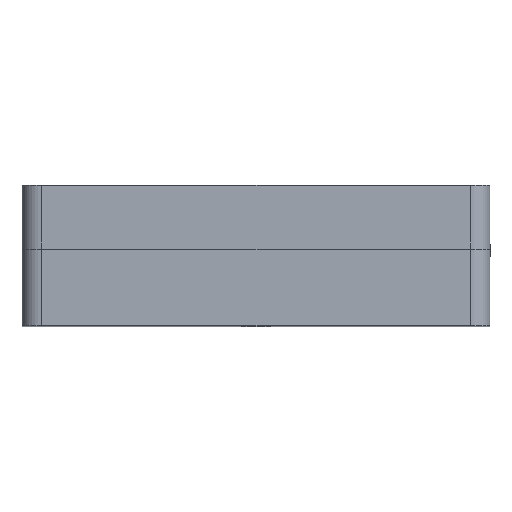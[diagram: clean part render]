
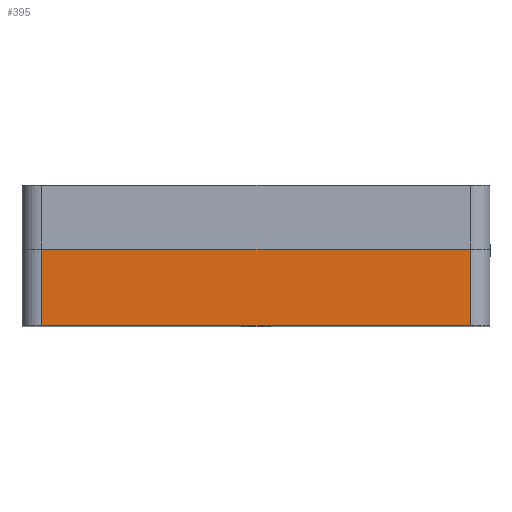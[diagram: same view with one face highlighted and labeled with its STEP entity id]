
A CAD part, top view. The second image highlights one B-rep face of the part: STEP entity #395.
In plain terms, the highlighted planar face has unit normal (0, 0, 1).
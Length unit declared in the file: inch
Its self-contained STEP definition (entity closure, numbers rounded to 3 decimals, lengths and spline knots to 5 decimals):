
#7 = LINE ( 'NONE', #468, #684 ) ;
#29 = CARTESIAN_POINT ( 'NONE',  ( -0.6875, 0.245, 1. ) ) ;
#54 = VERTEX_POINT ( 'NONE', #909 ) ;
#59 = LINE ( 'NONE', #868, #513 ) ;
#141 = DIRECTION ( 'NONE',  ( 0., 1., 0. ) ) ;
#143 = VECTOR ( 'NONE', #154, 39.37008 ) ;
#154 = DIRECTION ( 'NONE',  ( 1., 0., 0. ) ) ;
#166 = ORIENTED_EDGE ( 'NONE', *, *, #456, .T. ) ;
#221 = DIRECTION ( 'NONE',  ( 0., -1., 0. ) ) ;
#288 = EDGE_CURVE ( 'NONE', #54, #714, #59, .T. ) ;
#309 = DIRECTION ( 'NONE',  ( -1., 0., 0. ) ) ;
#376 = ORIENTED_EDGE ( 'NONE', *, *, #288, .T. ) ;
#395 = ADVANCED_FACE ( 'NONE', ( #667 ), #474, .F. ) ;
#419 = EDGE_CURVE ( 'NONE', #714, #775, #7, .T. ) ;
#456 = EDGE_CURVE ( 'NONE', #1066, #54, #1050, .T. ) ;
#462 = DIRECTION ( 'NONE',  ( 1., 0., 0. ) ) ;
#468 = CARTESIAN_POINT ( 'NONE',  ( 0.6875, 0.245, 1. ) ) ;
#474 = PLANE ( 'NONE',  #921 ) ;
#481 = EDGE_LOOP ( 'NONE', ( #376, #518, #599, #166 ) ) ;
#513 = VECTOR ( 'NONE', #462, 39.37008 ) ;
#518 = ORIENTED_EDGE ( 'NONE', *, *, #419, .T. ) ;
#585 = LINE ( 'NONE', #896, #143 ) ;
#599 = ORIENTED_EDGE ( 'NONE', *, *, #872, .F. ) ;
#644 = CARTESIAN_POINT ( 'NONE',  ( 0.6875, 0.245, 1. ) ) ;
#667 = FACE_OUTER_BOUND ( 'NONE', #481, .T. ) ;
#684 = VECTOR ( 'NONE', #141, 39.37008 ) ;
#714 = VERTEX_POINT ( 'NONE', #844 ) ;
#775 = VERTEX_POINT ( 'NONE', #644 ) ;
#811 = CARTESIAN_POINT ( 'NONE',  ( -0.6875, 0.245, 1. ) ) ;
#844 = CARTESIAN_POINT ( 'NONE',  ( 0.6875, 0., 1. ) ) ;
#868 = CARTESIAN_POINT ( 'NONE',  ( -0.75, 0., 1. ) ) ;
#872 = EDGE_CURVE ( 'NONE', #1066, #775, #585, .T. ) ;
#882 = DIRECTION ( 'NONE',  ( 0., 0., -1. ) ) ;
#896 = CARTESIAN_POINT ( 'NONE',  ( -0.75, 0.245, 1. ) ) ;
#909 = CARTESIAN_POINT ( 'NONE',  ( -0.6875, 0., 1. ) ) ;
#921 = AXIS2_PLACEMENT_3D ( 'NONE', #1031, #882, #309 ) ;
#951 = VECTOR ( 'NONE', #221, 39.37008 ) ;
#1031 = CARTESIAN_POINT ( 'NONE',  ( -0.75, 0.245, 1. ) ) ;
#1050 = LINE ( 'NONE', #811, #951 ) ;
#1066 = VERTEX_POINT ( 'NONE', #29 ) ;
